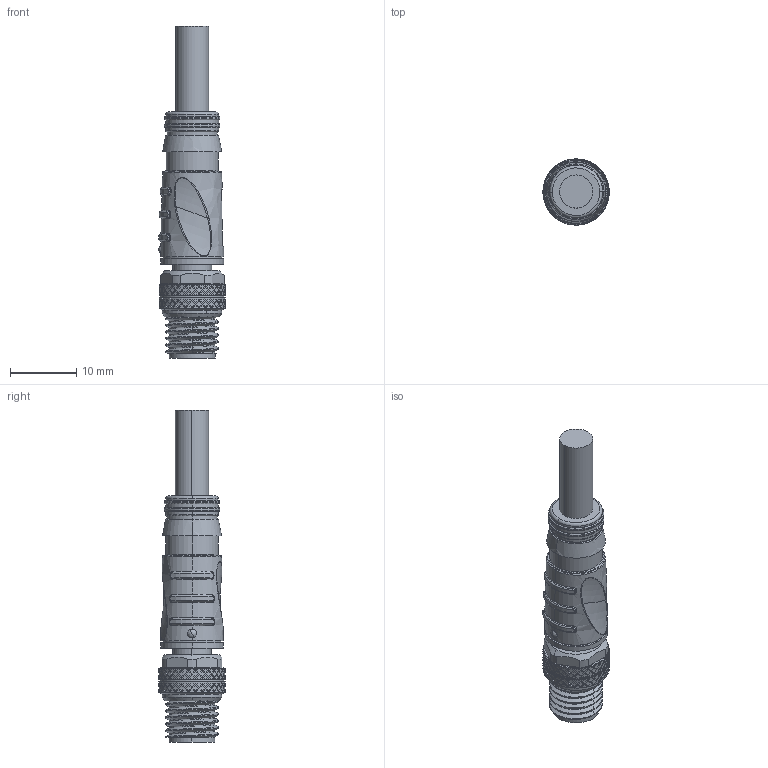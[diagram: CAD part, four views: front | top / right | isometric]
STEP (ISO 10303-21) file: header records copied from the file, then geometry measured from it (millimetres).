
FILE_DESCRIPTION((''),'2;1');
FILE_NAME('C83','2016-10-11T',('long.ge'),(''),'PRO/ENGINEER BY PARAMETRIC TECHNOLOGY CORPORATION, 2015240','PRO/ENGINEER BY PARAMETRIC TECHNOLOGY CORPORATION, 2015240','');
FILE_SCHEMA(('AUTOMOTIVE_DESIGN_CC2 { 1 2 10303 214 -1 1 5 2 }'));
Products named in the file (1): C83
Bounding box: 10.05 x 10 x 50.2 mm (x, y, z)
Volume: 1839.9 mm3; surface area: 2818.5 mm2
Topology: 2 solids, 2 shells, 1599 faces, 4393 edges, 2905 vertices
Faces by surface type: plane 1051, cylinder 376, bspline 56, cone 44, torus 33, extrusion 31, sphere 8
Entity records: 71527 total; most frequent: CARTESIAN_POINT 21717, ORIENTED_EDGE 8758, DIRECTION 5813, PRESENTATION_STYLE_ASSIGNMENT 4381, STYLED_ITEM 4381, CURVE_STYLE 4379, EDGE_CURVE 4379, VERTEX_POINT 2905
